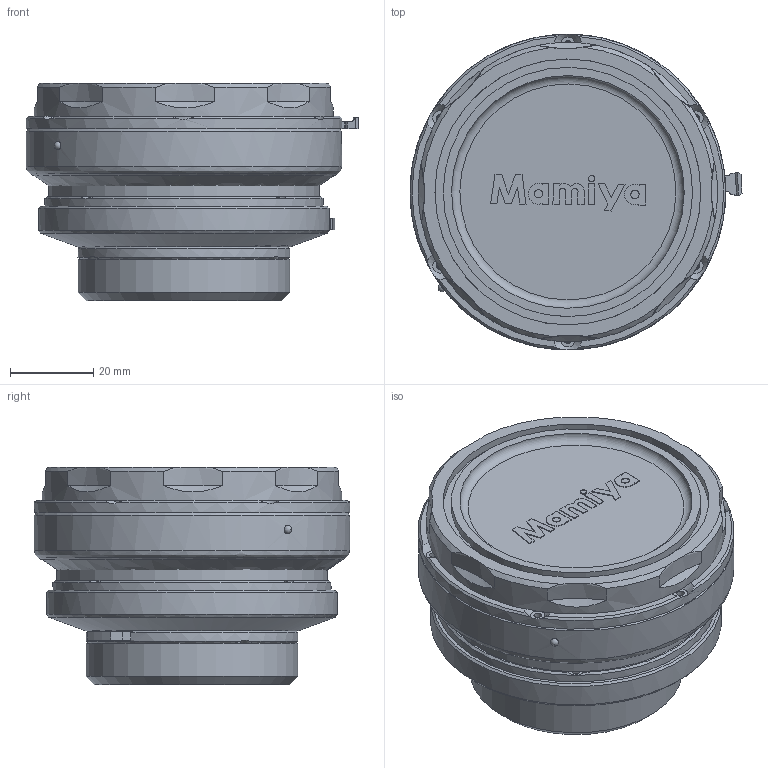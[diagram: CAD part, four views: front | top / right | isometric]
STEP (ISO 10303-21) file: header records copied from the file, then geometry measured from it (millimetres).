
FILE_DESCRIPTION(/* description */ (''),/* implementation_level */ '2;1');
FILE_NAME(/* name */ 'mountBodyApertureRing_DKL_stepless',/* time_stamp */ '2023-10-16T16:27:15-04:00',/* author */ ('George Moua'),/* organization */ ('Archive 663'),/* preprocessor_version */ 'ST-DEVELOPER v16.7',/* originating_system */ 'Solid Edge',/* authorisation */ 'Unknown');
FILE_SCHEMA (('AUTOMOTIVE_DESIGN {1 0 10303 214 3 1 1}'));
Length unit declared in the file: millimetre
Products named in the file (30): dumbAdapter_PENF; mountLensBase_PENF; mountLensLock_PENF; mountLensLock_Extended_PENF; baseRearCap_PENF; dumbBody_M42_PENF; mountBodyBaseThread_M42_PENF; baseBodyCap_M42; dumbBody_NIKF_PENF; mountBodyPinLock_NIKF; mountBodyBase_NIKF; mountBodyPin_NIKF; baseBodyCap_NIKF; dumbBody_CEF_PENF; mountBodyBase_DKL_stepless; mountBodyPinLock_CEF; baseBodyCap_CEF; mountBodyPin_CEF; mountBodyApertureRing_DKL_stepless; mountFlange_DKL; mountLensLock_DKL; mountBodyLock_M645; baseBodyCap_faceplate_M645; mountBodyApertureRing_DKL; mountBodyBase_M645; baseBodyCap_M645; dumbBody_DKL_PENF; mountBodyBase_DKL; dumbBody_M645_PENF; mountBodyBase_CEF
Assembly tree (29 placements, depth 2):
  dumbAdapter_PENF
    mountLensBase_PENF
    mountLensLock_PENF
    mountLensLock_Extended_PENF
    baseRearCap_PENF
    dumbBody_M42_PENF
    mountBodyBaseThread_M42_PENF
    baseBodyCap_M42
    dumbBody_NIKF_PENF
    mountBodyPinLock_NIKF
    mountBodyBase_NIKF
    mountBodyPin_NIKF
    baseBodyCap_NIKF
    dumbBody_CEF_PENF
    mountBodyBase_DKL_stepless
    mountBodyPinLock_CEF
    baseBodyCap_CEF
    mountBodyPin_CEF
    mountBodyApertureRing_DKL_stepless
    mountFlange_DKL
    mountLensLock_DKL
    mountBodyLock_M645
    baseBodyCap_faceplate_M645
    mountBodyApertureRing_DKL
    mountBodyBase_M645
    baseBodyCap_M645
    dumbBody_DKL_PENF
    mountBodyBase_DKL
    dumbBody_M645_PENF
    mountBodyBase_CEF
Bounding box: 79.9 x 76 x 52.35 mm (x, y, z)
Volume: 207112.6 mm3; surface area: 147949 mm2
Topology: 29 solids, 29 shells, 1451 faces, 3790 edges, 2467 vertices
Faces by surface type: plane 744, cylinder 406, cone 252, bspline 32, sphere 10, torus 7
Full cylindrical faces by diameter (mm): 1.3 x9, 1.4 x27, 1.5 x2, 1.6 x2, 1.7 x4, 1.8 x31, 2 x2, 2.05 x1, 2.1 x1, 22.25 x1, 32 x1, 34 x4, 36.8 x1, 37.3 x1, 38.4 x1, 38.5 x2, 40.25 x1, 40.6 x1, 41.5 x1, 44 x2, 45.5 x1, 46.6 x1, 46.9 x1, 47 x1, 47.5 x3, 48 x2, 49.5 x1, 50.8 x2, 51 x5, 51.5 x1
Entity records: 56309 total; most frequent: CARTESIAN_POINT 19530, DIRECTION 7034, ORIENTED_EDGE 6718, EDGE_CURVE 3359, AXIS2_PLACEMENT_3D 2687, VERTEX_POINT 2307, EDGE_LOOP 1920, FACE_BOUND 1920
